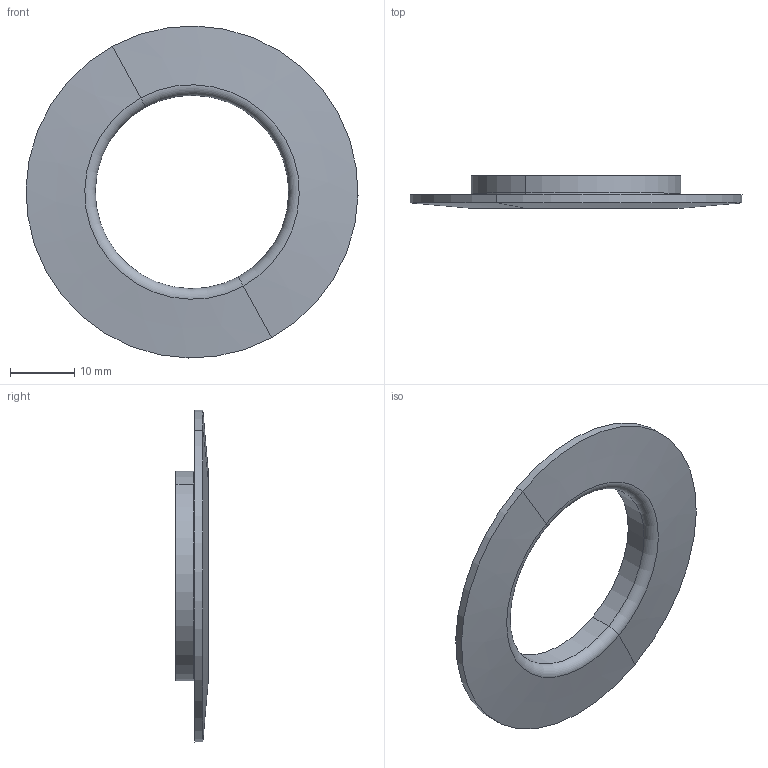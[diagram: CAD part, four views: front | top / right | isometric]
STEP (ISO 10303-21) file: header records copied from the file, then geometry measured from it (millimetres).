
FILE_DESCRIPTION(('CoCreate Modeling STEP Export'),'2;1');
FILE_NAME('m38.stp','2011-05-24T12:17:38',(''),(''),'CoCreate Modeling STEP processor for AP214 (Solid Model)','CoCreate Modeling 18.0P1120 20-Nov-2010 (C) Parametric Technology GmbH','');
FILE_SCHEMA(('AUTOMOTIVE_DESIGN { 1 0 10303 214 1 1 1 1 }'));
Length unit declared in the file: millimetre
Products named in the file (1): BODY_13____SOL8427_-_WSP_PALIER.PRT
Bounding box: 51.49 x 4.97 x 51.49 mm (x, y, z)
Volume: 2163.3 mm3; surface area: 3703.1 mm2
Topology: 1 solids, 1 shells, 15 faces, 30 edges, 16 vertices
Faces by surface type: cylinder 6, torus 4, cone 4, plane 1
Entity records: 374 total; most frequent: DIRECTION 66, ORIENTED_EDGE 60, CARTESIAN_POINT 54, EDGE_CURVE 30, AXIS2_PLACEMENT_3D 28, VERTEX_POINT 16, EDGE_LOOP 16, FACE_OUTER_BOUND 15
